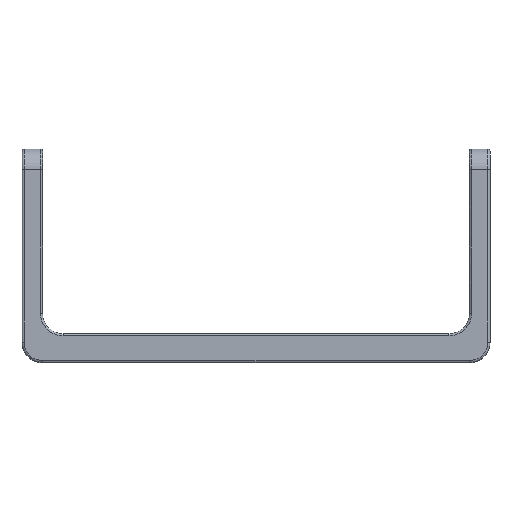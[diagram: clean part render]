
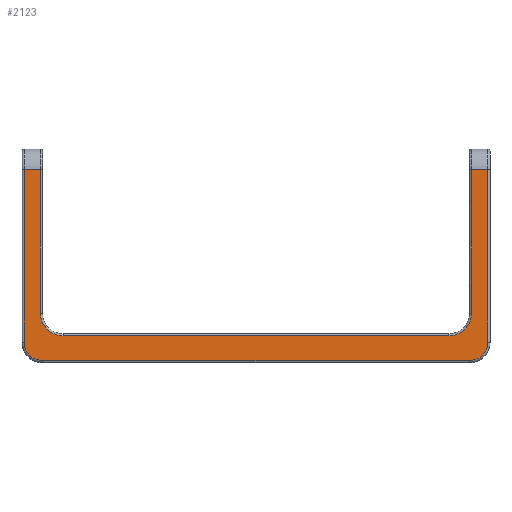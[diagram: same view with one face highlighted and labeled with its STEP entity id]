
A CAD part, top view. The second image highlights one B-rep face of the part: STEP entity #2123.
In plain terms, the highlighted planar face has unit normal (0, 0, 1).
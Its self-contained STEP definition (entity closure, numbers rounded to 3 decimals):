
#13 = VERTEX_POINT ( 'NONE', #2700 ) ;
#58 = VERTEX_POINT ( 'NONE', #2493 ) ;
#92 = LINE ( 'NONE', #547, #802 ) ;
#94 = LINE ( 'NONE', #1645, #2526 ) ;
#112 = CARTESIAN_POINT ( 'NONE',  ( 52.5, 12., 40. ) ) ;
#117 = DIRECTION ( 'NONE',  ( -1., 0., 0. ) ) ;
#135 = CIRCLE ( 'NONE', #602, 5.5 ) ;
#138 = CARTESIAN_POINT ( 'NONE',  ( -52.5, 47., 40. ) ) ;
#144 = CARTESIAN_POINT ( 'NONE',  ( 52., 0.5, 40. ) ) ;
#165 = EDGE_CURVE ( 'NONE', #13, #1391, #2103, .T. ) ;
#172 = AXIS2_PLACEMENT_3D ( 'NONE', #1245, #1899, #555 ) ;
#218 = ORIENTED_EDGE ( 'NONE', *, *, #1084, .T. ) ;
#274 = FACE_OUTER_BOUND ( 'NONE', #1917, .T. ) ;
#291 = DIRECTION ( 'NONE',  ( 0., 0., -1. ) ) ;
#313 = VERTEX_POINT ( 'NONE', #2407 ) ;
#356 = DIRECTION ( 'NONE',  ( 0., 1., 0. ) ) ;
#357 = VERTEX_POINT ( 'NONE', #830 ) ;
#361 = LINE ( 'NONE', #1436, #1502 ) ;
#369 = VECTOR ( 'NONE', #994, 1000. ) ;
#434 = LINE ( 'NONE', #144, #953 ) ;
#437 = VERTEX_POINT ( 'NONE', #1576 ) ;
#535 = CARTESIAN_POINT ( 'NONE',  ( -47., 6.5, 40. ) ) ;
#547 = CARTESIAN_POINT ( 'NONE',  ( 56.5, 47., 40. ) ) ;
#555 = DIRECTION ( 'NONE',  ( 1., 0., 0. ) ) ;
#566 = AXIS2_PLACEMENT_3D ( 'NONE', #2571, #1258, #1227 ) ;
#591 = ORIENTED_EDGE ( 'NONE', *, *, #1972, .T. ) ;
#602 = AXIS2_PLACEMENT_3D ( 'NONE', #2062, #291, #1868 ) ;
#654 = EDGE_CURVE ( 'NONE', #1391, #58, #1905, .T. ) ;
#751 = PLANE ( 'NONE',  #866 ) ;
#802 = VECTOR ( 'NONE', #1198, 1000. ) ;
#830 = CARTESIAN_POINT ( 'NONE',  ( -56.5, 5., 40. ) ) ;
#834 = ORIENTED_EDGE ( 'NONE', *, *, #1555, .T. ) ;
#850 = DIRECTION ( 'NONE',  ( -1., 0., 0. ) ) ;
#866 = AXIS2_PLACEMENT_3D ( 'NONE', #1008, #1241, #1457 ) ;
#890 = DIRECTION ( 'NONE',  ( 0., -1., 0. ) ) ;
#952 = DIRECTION ( 'NONE',  ( 0., 0., 1. ) ) ;
#953 = VECTOR ( 'NONE', #2584, 1000. ) ;
#962 = ORIENTED_EDGE ( 'NONE', *, *, #1108, .T. ) ;
#994 = DIRECTION ( 'NONE',  ( 0., -1., 0. ) ) ;
#1008 = CARTESIAN_POINT ( 'NONE',  ( 0., 0., 40. ) ) ;
#1047 = ORIENTED_EDGE ( 'NONE', *, *, #2271, .T. ) ;
#1084 = EDGE_CURVE ( 'NONE', #2334, #13, #94, .T. ) ;
#1108 = EDGE_CURVE ( 'NONE', #313, #2334, #92, .T. ) ;
#1157 = CARTESIAN_POINT ( 'NONE',  ( -56.5, 5., 40. ) ) ;
#1189 = EDGE_CURVE ( 'NONE', #2115, #313, #2794, .T. ) ;
#1193 = EDGE_CURVE ( 'NONE', #1556, #2541, #2860, .T. ) ;
#1197 = AXIS2_PLACEMENT_3D ( 'NONE', #1614, #952, #2524 ) ;
#1198 = DIRECTION ( 'NONE',  ( 0., 1., 0. ) ) ;
#1227 = DIRECTION ( 'NONE',  ( 1., 0., 0. ) ) ;
#1241 = DIRECTION ( 'NONE',  ( 0., 0., 1. ) ) ;
#1244 = CARTESIAN_POINT ( 'NONE',  ( -56.5, 47., 40. ) ) ;
#1245 = CARTESIAN_POINT ( 'NONE',  ( 52., 5., 40. ) ) ;
#1258 = DIRECTION ( 'NONE',  ( 0., 0., -1. ) ) ;
#1373 = VECTOR ( 'NONE', #850, 1000. ) ;
#1391 = VERTEX_POINT ( 'NONE', #1779 ) ;
#1436 = CARTESIAN_POINT ( 'NONE',  ( 0., 47., 40. ) ) ;
#1457 = DIRECTION ( 'NONE',  ( 1., 0., 0. ) ) ;
#1502 = VECTOR ( 'NONE', #2716, 1000. ) ;
#1540 = CARTESIAN_POINT ( 'NONE',  ( -52.5, 47., 40. ) ) ;
#1555 = EDGE_CURVE ( 'NONE', #2122, #1556, #135, .T. ) ;
#1556 = VERTEX_POINT ( 'NONE', #2366 ) ;
#1576 = CARTESIAN_POINT ( 'NONE',  ( -52., 0.5, 40. ) ) ;
#1579 = EDGE_CURVE ( 'NONE', #357, #437, #2077, .T. ) ;
#1588 = LINE ( 'NONE', #2190, #1373 ) ;
#1614 = CARTESIAN_POINT ( 'NONE',  ( -52., 5., 40. ) ) ;
#1645 = CARTESIAN_POINT ( 'NONE',  ( 52., 47., 40. ) ) ;
#1678 = ORIENTED_EDGE ( 'NONE', *, *, #1579, .T. ) ;
#1779 = CARTESIAN_POINT ( 'NONE',  ( 52.5, 12., 40. ) ) ;
#1868 = DIRECTION ( 'NONE',  ( 1., 0., 0. ) ) ;
#1874 = CARTESIAN_POINT ( 'NONE',  ( 52., 0.5, 40. ) ) ;
#1899 = DIRECTION ( 'NONE',  ( 0., 0., 1. ) ) ;
#1905 = CIRCLE ( 'NONE', #566, 5.5 ) ;
#1917 = EDGE_LOOP ( 'NONE', ( #218, #2770, #1920, #2028, #834, #2472, #2320, #591, #1678, #1047, #1923, #962 ) ) ;
#1920 = ORIENTED_EDGE ( 'NONE', *, *, #654, .T. ) ;
#1923 = ORIENTED_EDGE ( 'NONE', *, *, #1189, .T. ) ;
#1972 = EDGE_CURVE ( 'NONE', #2783, #357, #2006, .T. ) ;
#2006 = LINE ( 'NONE', #1157, #2652 ) ;
#2028 = ORIENTED_EDGE ( 'NONE', *, *, #2391, .T. ) ;
#2062 = CARTESIAN_POINT ( 'NONE',  ( -47., 12., 40. ) ) ;
#2077 = CIRCLE ( 'NONE', #1197, 4.5 ) ;
#2103 = LINE ( 'NONE', #112, #369 ) ;
#2115 = VERTEX_POINT ( 'NONE', #1874 ) ;
#2122 = VERTEX_POINT ( 'NONE', #535 ) ;
#2123 = ADVANCED_FACE ( 'NONE', ( #274 ), #751, .T. ) ;
#2190 = CARTESIAN_POINT ( 'NONE',  ( -47., 6.5, 40. ) ) ;
#2271 = EDGE_CURVE ( 'NONE', #437, #2115, #434, .T. ) ;
#2320 = ORIENTED_EDGE ( 'NONE', *, *, #2666, .T. ) ;
#2334 = VERTEX_POINT ( 'NONE', #2830 ) ;
#2366 = CARTESIAN_POINT ( 'NONE',  ( -52.5, 12., 40. ) ) ;
#2391 = EDGE_CURVE ( 'NONE', #58, #2122, #1588, .T. ) ;
#2407 = CARTESIAN_POINT ( 'NONE',  ( 56.5, 5., 40. ) ) ;
#2472 = ORIENTED_EDGE ( 'NONE', *, *, #1193, .T. ) ;
#2493 = CARTESIAN_POINT ( 'NONE',  ( 47., 6.5, 40. ) ) ;
#2524 = DIRECTION ( 'NONE',  ( 1., 0., 0. ) ) ;
#2526 = VECTOR ( 'NONE', #117, 1000. ) ;
#2541 = VERTEX_POINT ( 'NONE', #1540 ) ;
#2571 = CARTESIAN_POINT ( 'NONE',  ( 47., 12., 40. ) ) ;
#2584 = DIRECTION ( 'NONE',  ( 1., 0., 0. ) ) ;
#2652 = VECTOR ( 'NONE', #890, 1000. ) ;
#2666 = EDGE_CURVE ( 'NONE', #2541, #2783, #361, .T. ) ;
#2700 = CARTESIAN_POINT ( 'NONE',  ( 52.5, 47., 40. ) ) ;
#2716 = DIRECTION ( 'NONE',  ( -1., 0., 0. ) ) ;
#2770 = ORIENTED_EDGE ( 'NONE', *, *, #165, .T. ) ;
#2783 = VERTEX_POINT ( 'NONE', #1244 ) ;
#2791 = VECTOR ( 'NONE', #356, 1000. ) ;
#2794 = CIRCLE ( 'NONE', #172, 4.5 ) ;
#2830 = CARTESIAN_POINT ( 'NONE',  ( 56.5, 47., 40. ) ) ;
#2860 = LINE ( 'NONE', #138, #2791 ) ;
